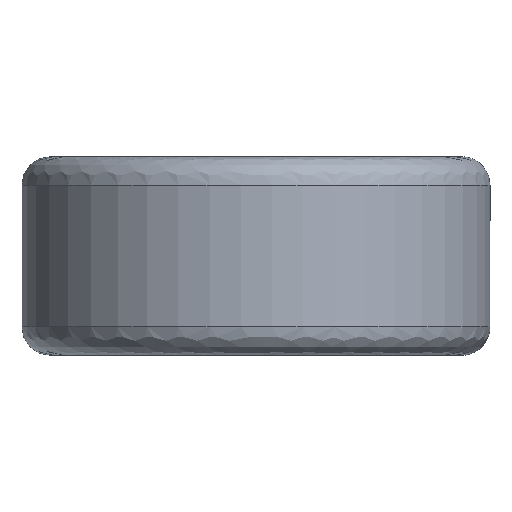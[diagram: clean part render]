
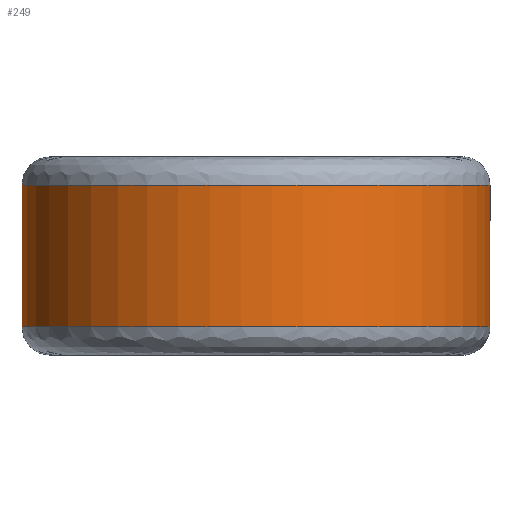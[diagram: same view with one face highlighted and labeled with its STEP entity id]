
A CAD part, front view. The second image highlights one B-rep face of the part: STEP entity #249.
In plain terms, the highlighted free-form (B-spline) face has degree [2, 1] with [9, 2] control points.
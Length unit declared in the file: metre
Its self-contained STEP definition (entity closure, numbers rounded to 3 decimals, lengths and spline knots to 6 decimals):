
#6 = CARTESIAN_POINT('NONE', (8.38708, 0., -2.54));
#7 = VERTEX_POINT('NONE', #6);
#8 = CARTESIAN_POINT('NONE', (8.38708, 0., 2.54));
#9 = VERTEX_POINT('NONE', #8);
#34 = CARTESIAN_POINT('NONE', (8.38708, 0., -2.54));
#35 = CARTESIAN_POINT('NONE', (8.38708, 8.38708, -2.54));
#36 = CARTESIAN_POINT('NONE', (0., 8.38708, -2.54));
#37 = CARTESIAN_POINT('NONE', (-8.38708, 8.38708, -2.54));
#38 = CARTESIAN_POINT('NONE', (-8.38708, 0., -2.54));
#39 = CARTESIAN_POINT('NONE', (-8.38708, -8.38708, -2.54));
#40 = CARTESIAN_POINT('NONE', (0., -8.38708, -2.54));
#41 = CARTESIAN_POINT('NONE', (8.38708, -8.38708, -2.54));
#42 = CARTESIAN_POINT('NONE', (8.38708, 0., -2.54));
#43 = (
  BOUNDED_CURVE()
  B_SPLINE_CURVE(2, (#34, #35, #36, #37, #38, #39, #40, #41, #42), .UNSPECIFIED., .F., .F.)
  B_SPLINE_CURVE_WITH_KNOTS((3, 2, 2, 2, 3), (-6.283185, -4.712389, -3.141593, -1.570796, -0), .UNSPECIFIED.)
  CURVE()
  GEOMETRIC_REPRESENTATION_ITEM()
  RATIONAL_B_SPLINE_CURVE((1, 0.707, 1, 0.707, 1, 0.707, 1, 0.707, 1))
  REPRESENTATION_ITEM('NONE')
);
#44 = DIRECTION('NONE', (0., 0, 1));
#45 = VECTOR('NONE', #44, 1);
#46 = CARTESIAN_POINT('NONE', (8.38708, 0, -2.54));
#47 = LINE('NONE', #46, #45);
#48 = CARTESIAN_POINT('NONE', (8.38708, 0., 2.54));
#49 = CARTESIAN_POINT('NONE', (8.38708, 8.38708, 2.54));
#50 = CARTESIAN_POINT('NONE', (0., 8.38708, 2.54));
#51 = CARTESIAN_POINT('NONE', (-8.38708, 8.38708, 2.54));
#52 = CARTESIAN_POINT('NONE', (-8.38708, 0., 2.54));
#53 = CARTESIAN_POINT('NONE', (-8.38708, -8.38708, 2.54));
#54 = CARTESIAN_POINT('NONE', (0., -8.38708, 2.54));
#55 = CARTESIAN_POINT('NONE', (8.38708, -8.38708, 2.54));
#56 = CARTESIAN_POINT('NONE', (8.38708, 0., 2.54));
#57 = (
  BOUNDED_CURVE()
  B_SPLINE_CURVE(2, (#48, #49, #50, #51, #52, #53, #54, #55, #56), .UNSPECIFIED., .F., .F.)
  B_SPLINE_CURVE_WITH_KNOTS((3, 2, 2, 2, 3), (-6.283185, -4.712389, -3.141593, -1.570796, -0), .UNSPECIFIED.)
  CURVE()
  GEOMETRIC_REPRESENTATION_ITEM()
  RATIONAL_B_SPLINE_CURVE((1, 0.707, 1, 0.707, 1, 0.707, 1, 0.707, 1))
  REPRESENTATION_ITEM('NONE')
);
#103 = EDGE_CURVE('NONE', #7, #7, #43, .T.);
#104 = EDGE_CURVE('NONE', #7, #9, #47, .T.);
#105 = EDGE_CURVE('NONE', #9, #9, #57, .T.);
#122 = ORIENTED_EDGE('NONE', *, *, #103, .F.);
#123 = ORIENTED_EDGE('NONE', *, *, #104, .T.);
#124 = ORIENTED_EDGE('NONE', *, *, #105, .T.);
#125 = ORIENTED_EDGE('NONE', *, *, #104, .F.);
#126 = EDGE_LOOP('NONE', (#122, #123, #124, #125));
#174 = CARTESIAN_POINT('NONE', (8.38708, 0, -2.54));
#175 = CARTESIAN_POINT('NONE', (8.38708, 0, 2.54));
#176 = CARTESIAN_POINT('NONE', (8.38708, -8.38708, -2.54));
#177 = CARTESIAN_POINT('NONE', (8.38708, -8.38708, 2.54));
#178 = CARTESIAN_POINT('NONE', (0., -8.38708, -2.54));
#179 = CARTESIAN_POINT('NONE', (0., -8.38708, 2.54));
#180 = CARTESIAN_POINT('NONE', (-8.38708, -8.38708, -2.54));
#181 = CARTESIAN_POINT('NONE', (-8.38708, -8.38708, 2.54));
#182 = CARTESIAN_POINT('NONE', (-8.38708, 0., -2.54));
#183 = CARTESIAN_POINT('NONE', (-8.38708, 0., 2.54));
#184 = CARTESIAN_POINT('NONE', (-8.38708, 8.38708, -2.54));
#185 = CARTESIAN_POINT('NONE', (-8.38708, 8.38708, 2.54));
#186 = CARTESIAN_POINT('NONE', (0., 8.38708, -2.54));
#187 = CARTESIAN_POINT('NONE', (0., 8.38708, 2.54));
#188 = CARTESIAN_POINT('NONE', (8.38708, 8.38708, -2.54));
#189 = CARTESIAN_POINT('NONE', (8.38708, 8.38708, 2.54));
#190 = CARTESIAN_POINT('NONE', (8.38708, 0, -2.54));
#191 = CARTESIAN_POINT('NONE', (8.38708, 0, 2.54));
#192 = (
  BOUNDED_SURFACE()
  B_SPLINE_SURFACE(2, 1, ((#174, #175), (#176, #177), (#178, #179), (#180, #181), (#182, #183), (#184, #185), (#186, #187), (#188, #189), (#190, #191)), .UNSPECIFIED., .F., .F., .F.)
  B_SPLINE_SURFACE_WITH_KNOTS((3, 2, 2, 2, 3), (2, 2), (0, 1.570796, 3.141593, 4.712389, 6.283185), (0, 5080), .UNSPECIFIED.)
  GEOMETRIC_REPRESENTATION_ITEM()
  RATIONAL_B_SPLINE_SURFACE(((1, 1), (0.707, 0.707), (1, 1), (0.707, 0.707), (1, 1), (0.707, 0.707), (1, 1), (0.707, 0.707), (1, 1)))
  REPRESENTATION_ITEM('NONE')
  SURFACE()
);
#248 = FACE_OUTER_BOUND('NONE', #126, .F.);
#249 = ADVANCED_FACE('NONE', (#248), #192, .F.);
